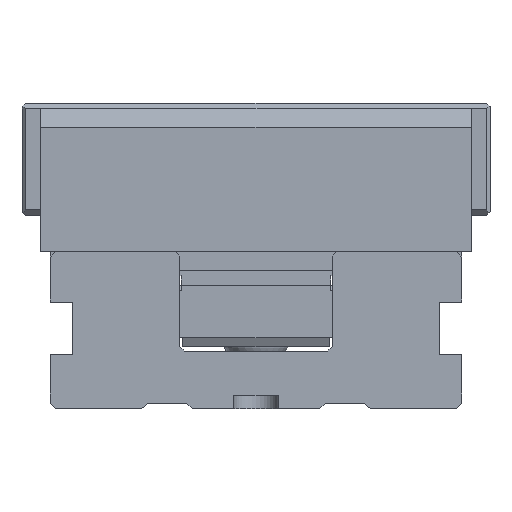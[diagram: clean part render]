
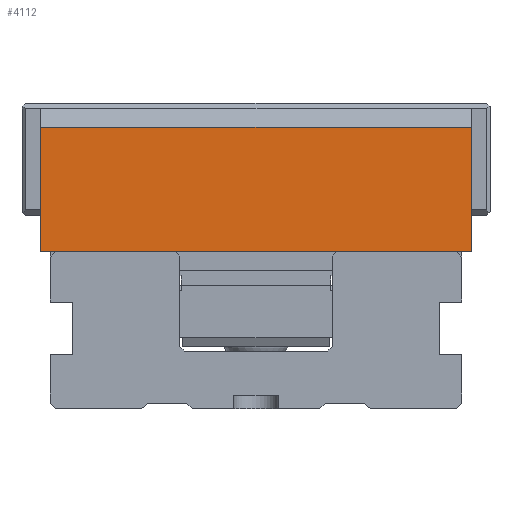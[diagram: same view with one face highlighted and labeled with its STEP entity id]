
A CAD part, front view. The second image highlights one B-rep face of the part: STEP entity #4112.
In plain terms, the highlighted planar face has unit normal (0, -1, 0).
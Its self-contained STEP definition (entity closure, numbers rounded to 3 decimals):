
#4112=ADVANCED_FACE('',(#4785),#4461,.T.);
#4461=PLANE('',#11257);
#4785=FACE_OUTER_BOUND('',#5271,.T.);
#5271=EDGE_LOOP('',(#6578,#6579,#6580,#6581));
#6578=ORIENTED_EDGE('',*,*,#8889,.T.);
#6579=ORIENTED_EDGE('',*,*,#8899,.T.);
#6580=ORIENTED_EDGE('',*,*,#8900,.F.);
#6581=ORIENTED_EDGE('',*,*,#8881,.T.);
#7986=VERTEX_POINT('',#15250);
#7987=VERTEX_POINT('',#15252);
#7993=VERTEX_POINT('',#15267);
#8002=VERTEX_POINT('',#15288);
#8881=EDGE_CURVE('',#7987,#7986,#9757,.T.);
#8889=EDGE_CURVE('',#7986,#7993,#9764,.T.);
#8899=EDGE_CURVE('',#7993,#8002,#9774,.T.);
#8900=EDGE_CURVE('',#7987,#8002,#9775,.T.);
#9757=LINE('',#15251,#10495);
#9764=LINE('',#15268,#10502);
#9774=LINE('',#15287,#10512);
#9775=LINE('',#15289,#10513);
#10495=VECTOR('',#12706,1.);
#10502=VECTOR('',#12719,1.);
#10512=VECTOR('',#12731,1.);
#10513=VECTOR('',#12732,1.);
#11257=AXIS2_PLACEMENT_3D('',#15290,#12733,#12734);
#12706=DIRECTION('',(1.,0.,0.));
#12719=DIRECTION('',(0.,0.,1.));
#12731=DIRECTION('',(-1.,0.,0.));
#12732=DIRECTION('',(0.,0.,1.));
#12733=DIRECTION('',(0.,-1.,0.));
#12734=DIRECTION('',(0.,0.,1.));
#15250=CARTESIAN_POINT('',(112.5,0.,-36.261));
#15251=CARTESIAN_POINT('',(55.,0.,-36.261));
#15252=CARTESIAN_POINT('',(-2.5,0.,-36.261));
#15267=CARTESIAN_POINT('',(112.5,0.,-3.061));
#15268=CARTESIAN_POINT('',(112.5,0.,-36.261));
#15287=CARTESIAN_POINT('',(55.,0.,-3.061));
#15288=CARTESIAN_POINT('',(-2.5,0.,-3.061));
#15289=CARTESIAN_POINT('',(-2.5,0.,-36.261));
#15290=CARTESIAN_POINT('',(55.,0.,-36.261));
